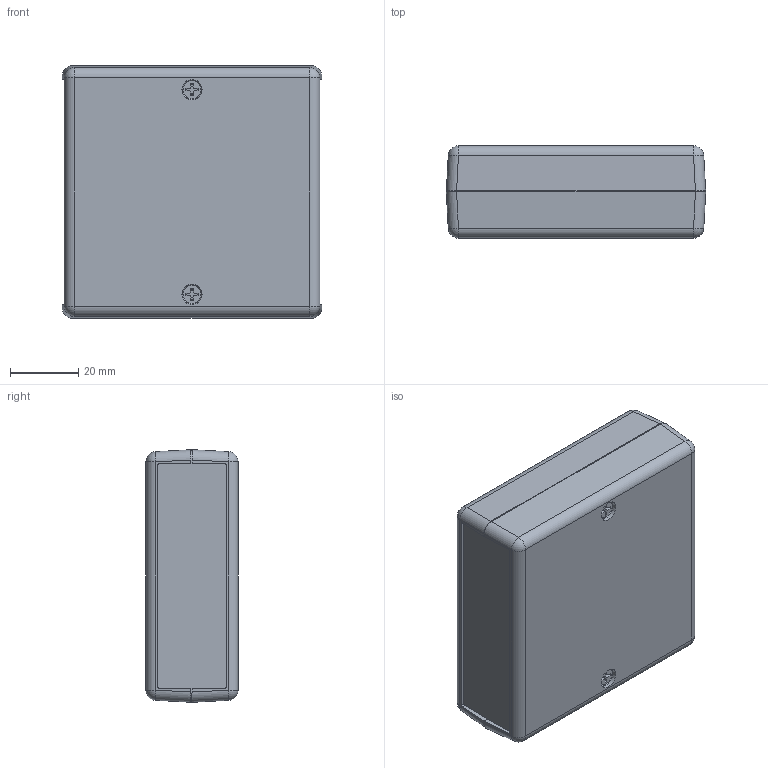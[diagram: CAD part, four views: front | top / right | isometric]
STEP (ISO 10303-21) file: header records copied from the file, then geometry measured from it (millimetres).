
FILE_DESCRIPTION(/* description */ (''),/* implementation_level */ '2;1');
FILE_NAME(/* name */ '1593AR.stp',/* time_stamp */ '2016-05-12T08:24:07-04:00',/* author */ ('mbeerman'),/* organization */ (''),/* preprocessor_version */ 'ST-DEVELOPER v16.1',/* originating_system */ 'Autodesk Inventor 2016',/* authorisation */ '');
FILE_SCHEMA (('AUTOMOTIVE_DESIGN { 1 0 10303 214 3 1 1 }'));
Products named in the file (5): 1593AR BOTTOM; 1593AR TOP; 1593AR FRONT FLAT; #14851; 1593AR
Assembly tree (4 placements, depth 2):
  #14851
  1593AR
    1593AR BOTTOM
    1593AR TOP
    1593AR FRONT FLAT  x2
Bounding box: 76 x 27 x 74 mm (x, y, z)
Volume: 37932.5 mm3; surface area: 40210 mm2
Topology: 6 solids, 6 shells, 504 faces, 1321 edges, 870 vertices
Faces by surface type: plane 298, bspline 78, cylinder 74, cone 46, sphere 8
Full cylindrical faces by diameter (mm): 2.3 x10, 2.946 x2, 3.5 x2, 5.232 x2
Entity records: 14835 total; most frequent: CARTESIAN_POINT 3830, ORIENTED_EDGE 2348, DIRECTION 1997, EDGE_CURVE 1174, LINE 795, VECTOR 795, VERTEX_POINT 795, AXIS2_PLACEMENT_3D 601
